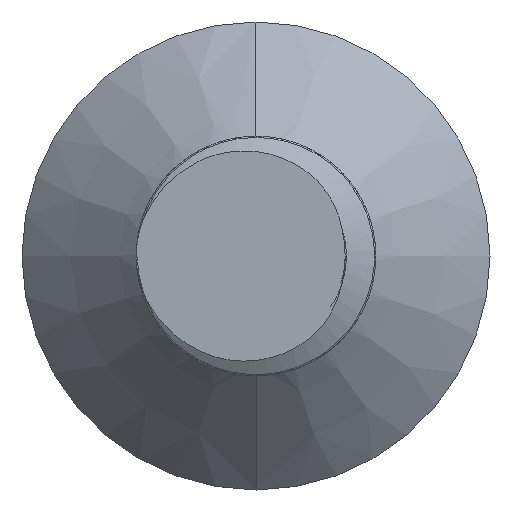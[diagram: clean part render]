
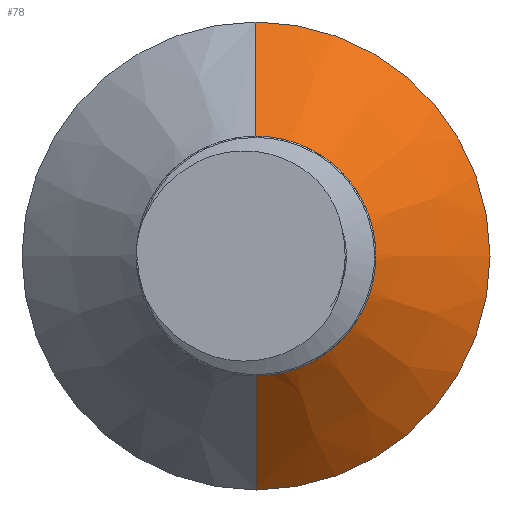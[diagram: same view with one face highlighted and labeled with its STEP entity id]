
A CAD part, front view. The second image highlights one B-rep face of the part: STEP entity #78.
In plain terms, the highlighted conical face has half-angle 45 degrees and reference radius 1.173 mm.
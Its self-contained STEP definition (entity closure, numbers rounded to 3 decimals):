
#78=ADVANCED_FACE('',(#128),#129,.T.);
#128=FACE_OUTER_BOUND('',#221,.T.);
#129=CONICAL_SURFACE('',#222,1.173,0.785);
#221=EDGE_LOOP('',(#4117,#4118,#4119,#4120));
#222=AXIS2_PLACEMENT_3D('',#4121,#4122,#4123);
#4117=ORIENTED_EDGE('',*,*,#4452,.F.);
#4118=ORIENTED_EDGE('',*,*,#4453,.T.);
#4119=ORIENTED_EDGE('',*,*,#4454,.T.);
#4120=ORIENTED_EDGE('',*,*,#4455,.F.);
#4121=CARTESIAN_POINT('',(0.0,4.298,0.0));
#4122=DIRECTION('',(-0.0,1.0,-0.0));
#4123=DIRECTION('',(0.0,0.0,1.0));
#4452=EDGE_CURVE('',#4592,#4593,#4594,.T.);
#4453=EDGE_CURVE('',#4592,#4595,#4596,.T.);
#4454=EDGE_CURVE('',#4595,#4597,#4598,.T.);
#4455=EDGE_CURVE('',#4593,#4597,#4599,.T.);
#4592=VERTEX_POINT('',#4857);
#4593=VERTEX_POINT('',#4858);
#4594=B_SPLINE_CURVE_WITH_KNOTS('',3,(#4859,#4860,#4861,#4862,#4863,#4864,#4865,#4866,#4867,#4868,#4869,#4870,#4871,#4872,#4873,#4874,#4875,#4876,#4877,#4878),.UNSPECIFIED.,.F.,.F.,(4,2,2,2,2,2,2,2,2,4),(0.0,0.,0.001,0.001,0.001,0.002,0.002,0.003,0.003,0.004),.UNSPECIFIED.);
#4595=VERTEX_POINT('',#4879);
#4596=LINE('',#4880,#4881);
#4597=VERTEX_POINT('',#4882);
#4598=CIRCLE('',#4883,2.875);
#4599=LINE('',#4884,#4885);
#4857=CARTESIAN_POINT('',(0.,4.467,-1.342));
#4858=CARTESIAN_POINT('',(0.,4.308,1.183));
#4859=CARTESIAN_POINT('',(0.,4.467,-1.342));
#4860=CARTESIAN_POINT('',(0.167,4.46,-1.335));
#4861=CARTESIAN_POINT('',(0.329,4.453,-1.298));
#4862=CARTESIAN_POINT('',(0.633,4.441,-1.166));
#4863=CARTESIAN_POINT('',(0.772,4.436,-1.072));
#4864=CARTESIAN_POINT('',(0.947,4.426,-0.896));
#4865=CARTESIAN_POINT('',(0.999,4.423,-0.832));
#4866=CARTESIAN_POINT('',(1.091,4.416,-0.695));
#4867=CARTESIAN_POINT('',(1.131,4.413,-0.621));
#4868=CARTESIAN_POINT('',(1.226,4.402,-0.393));
#4869=CARTESIAN_POINT('',(1.261,4.396,-0.228));
#4870=CARTESIAN_POINT('',(1.265,4.383,0.102));
#4871=CARTESIAN_POINT('',(1.234,4.377,0.268));
#4872=CARTESIAN_POINT('',(1.11,4.363,0.573));
#4873=CARTESIAN_POINT('',(1.016,4.356,0.714));
#4874=CARTESIAN_POINT('',(0.782,4.342,0.948));
#4875=CARTESIAN_POINT('',(0.642,4.336,1.04));
#4876=CARTESIAN_POINT('',(0.331,4.323,1.163));
#4877=CARTESIAN_POINT('',(0.167,4.315,1.19));
#4878=CARTESIAN_POINT('',(0.,4.308,1.183));
#4879=CARTESIAN_POINT('',(0.,6.,-2.875));
#4880=CARTESIAN_POINT('',(0.,4.298,-1.173));
#4881=VECTOR('',#5962,1000.0);
#4882=CARTESIAN_POINT('',(0.0,6.,2.875));
#4883=AXIS2_PLACEMENT_3D('',#5963,#5964,#5965);
#4884=CARTESIAN_POINT('',(0.0,4.298,1.173));
#4885=VECTOR('',#5966,1000.0);
#5962=DIRECTION('',(0.,0.707,-0.707));
#5963=CARTESIAN_POINT('',(0.0,6.,0.0));
#5964=DIRECTION('',(0.0,-1.0,0.0));
#5965=DIRECTION('',(0.0,0.0,1.0));
#5966=DIRECTION('',(0.0,0.707,0.707));
